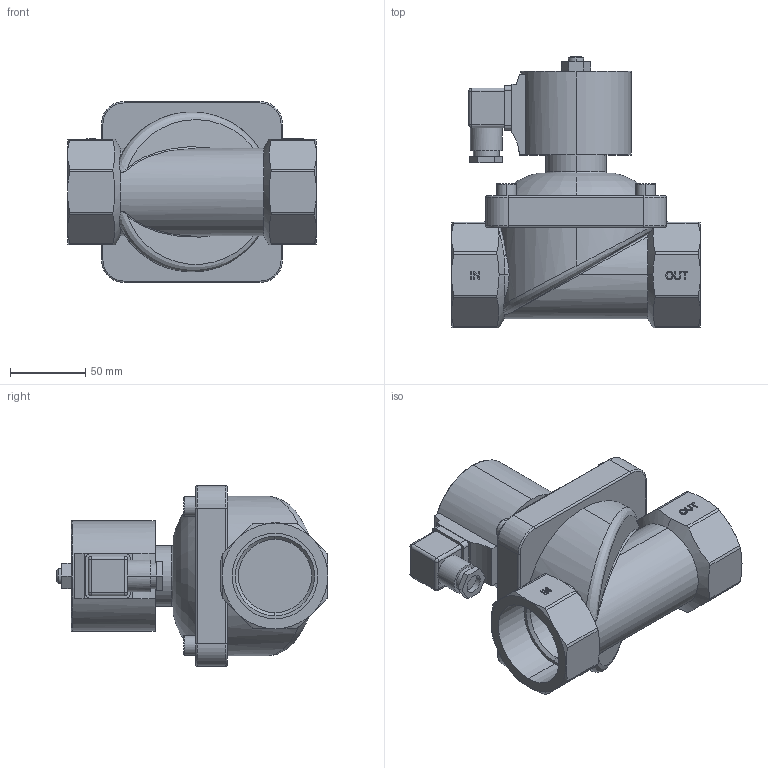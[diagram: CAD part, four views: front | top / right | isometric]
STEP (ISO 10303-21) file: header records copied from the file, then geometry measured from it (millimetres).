
FILE_DESCRIPTION (( 'STEP AP203' ), '1' );
FILE_NAME ('242 DN50.STEP', '2017-06-30T09:25:50', ( 'rv' ), ( 'Hewlett-Packard Company' ), 'SwSTEP 2.0', 'SolidWorks 2015', '' );
FILE_SCHEMA (( 'CONFIG_CONTROL_DESIGN' ));
Length unit declared in the file: millimetre
Products named in the file (1): 242 DN50
Bounding box: 165 x 180 x 120 mm (x, y, z)
Volume: 1061762.9 mm3; surface area: 121700.9 mm2
Topology: 1 solids, 1 shells, 266 faces, 653 edges, 409 vertices
Faces by surface type: plane 106, cylinder 82, cone 28, torus 26, bspline 20, sphere 4
Entity records: 9934 total; most frequent: CARTESIAN_POINT 3755, ORIENTED_EDGE 1298, DIRECTION 1236, EDGE_CURVE 649, AXIS2_PLACEMENT_3D 468, VERTEX_POINT 409, LINE 300, VECTOR 300
